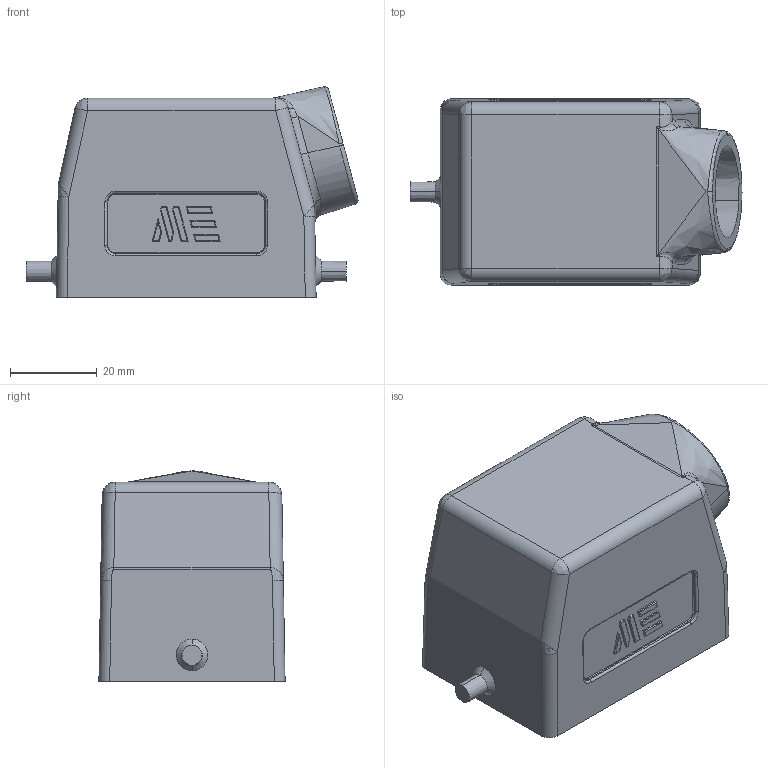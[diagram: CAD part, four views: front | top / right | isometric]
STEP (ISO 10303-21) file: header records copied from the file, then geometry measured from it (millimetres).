
FILE_DESCRIPTION (( 'STEP AP203' ), '1' );
FILE_NAME ('291313005.step', '2025-02-12T17:51:38', ( '' ), ( '' ), 'SwSTEP 2.0', 'SolidWorks 2024', '' );
FILE_SCHEMA (( 'CONFIG_CONTROL_DESIGN' ));
Length unit declared in the file: inch
Products named in the file (1): 291313005
Bounding box: 76.68 x 43 x 48.59 mm (x, y, z)
Volume: 39470.9 mm3; surface area: 22141.1 mm2
Topology: 1 solids, 1 shells, 341 faces, 780 edges, 461 vertices
Faces by surface type: cylinder 134, plane 117, bspline 78, cone 12
Entity records: 13086 total; most frequent: CARTESIAN_POINT 6074, ORIENTED_EDGE 1556, DIRECTION 1252, EDGE_CURVE 778, VERTEX_POINT 461, VECTOR 428, LINE 428, AXIS2_PLACEMENT_3D 412
